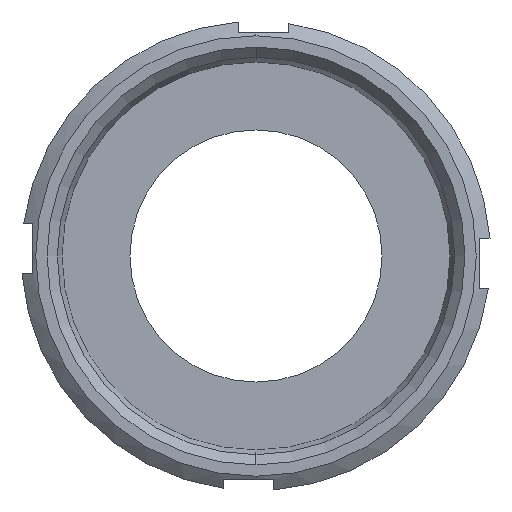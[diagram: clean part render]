
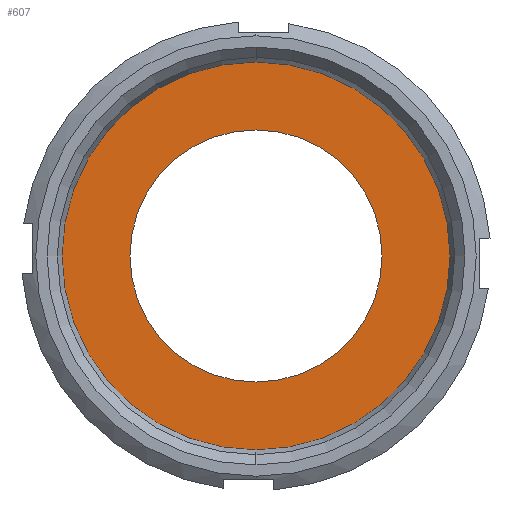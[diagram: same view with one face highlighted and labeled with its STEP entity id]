
A CAD part, left-side view. The second image highlights one B-rep face of the part: STEP entity #607.
In plain terms, the highlighted planar face has unit normal (-1, 0, 0).
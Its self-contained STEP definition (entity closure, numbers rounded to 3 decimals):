
#71 = DIRECTION ( 'NONE',  ( 1., 0., 0. ) ) ;
#75 = DIRECTION ( 'NONE',  ( -1., 0., 0. ) ) ;
#82 = AXIS2_PLACEMENT_3D ( 'NONE', #495, #771, #1008 ) ;
#104 = CARTESIAN_POINT ( 'NONE',  ( 11.371, 0., -26.928 ) ) ;
#144 = DIRECTION ( 'NONE',  ( 0., 0., 1. ) ) ;
#151 = VERTEX_POINT ( 'NONE', #710 ) ;
#173 = AXIS2_PLACEMENT_3D ( 'NONE', #689, #71, #336 ) ;
#174 = EDGE_LOOP ( 'NONE', ( #1051, #278 ) ) ;
#185 = CARTESIAN_POINT ( 'NONE',  ( 11.371, 0., 0. ) ) ;
#192 = DIRECTION ( 'NONE',  ( -1., 0., 0. ) ) ;
#216 = EDGE_CURVE ( 'NONE', #225, #283, #669, .T. ) ;
#225 = VERTEX_POINT ( 'NONE', #960 ) ;
#228 = AXIS2_PLACEMENT_3D ( 'NONE', #1069, #192, #873 ) ;
#253 = PLANE ( 'NONE',  #173 ) ;
#257 = ORIENTED_EDGE ( 'NONE', *, *, #574, .T. ) ;
#271 = DIRECTION ( 'NONE',  ( 0., 0., 1. ) ) ;
#278 = ORIENTED_EDGE ( 'NONE', *, *, #457, .F. ) ;
#283 = VERTEX_POINT ( 'NONE', #104 ) ;
#336 = DIRECTION ( 'NONE',  ( 0., 0., -1. ) ) ;
#339 = EDGE_LOOP ( 'NONE', ( #881, #257 ) ) ;
#348 = CARTESIAN_POINT ( 'NONE',  ( 11.371, 0., 0. ) ) ;
#360 = AXIS2_PLACEMENT_3D ( 'NONE', #185, #693, #271 ) ;
#382 = CARTESIAN_POINT ( 'NONE',  ( 11.371, 0., -17.5 ) ) ;
#426 = FACE_BOUND ( 'NONE', #174, .T. ) ;
#434 = AXIS2_PLACEMENT_3D ( 'NONE', #348, #75, #144 ) ;
#457 = EDGE_CURVE ( 'NONE', #930, #151, #516, .T. ) ;
#495 = CARTESIAN_POINT ( 'NONE',  ( 11.371, 0., 0. ) ) ;
#516 = CIRCLE ( 'NONE', #360, 17.5 ) ;
#574 = EDGE_CURVE ( 'NONE', #283, #225, #906, .T. ) ;
#589 = EDGE_CURVE ( 'NONE', #151, #930, #1054, .T. ) ;
#607 = ADVANCED_FACE ( 'NONE', ( #426, #764 ), #253, .F. ) ;
#669 = CIRCLE ( 'NONE', #228, 26.928 ) ;
#689 = CARTESIAN_POINT ( 'NONE',  ( 11.371, 26.928, 0. ) ) ;
#693 = DIRECTION ( 'NONE',  ( -1., 0., 0. ) ) ;
#710 = CARTESIAN_POINT ( 'NONE',  ( 11.371, 0., 17.5 ) ) ;
#764 = FACE_OUTER_BOUND ( 'NONE', #339, .T. ) ;
#771 = DIRECTION ( 'NONE',  ( -1., 0., 0. ) ) ;
#873 = DIRECTION ( 'NONE',  ( 0., 0., 1. ) ) ;
#881 = ORIENTED_EDGE ( 'NONE', *, *, #216, .T. ) ;
#906 = CIRCLE ( 'NONE', #434, 26.928 ) ;
#930 = VERTEX_POINT ( 'NONE', #382 ) ;
#960 = CARTESIAN_POINT ( 'NONE',  ( 11.371, 0., 26.928 ) ) ;
#1008 = DIRECTION ( 'NONE',  ( 0., 0., 1. ) ) ;
#1051 = ORIENTED_EDGE ( 'NONE', *, *, #589, .F. ) ;
#1054 = CIRCLE ( 'NONE', #82, 17.5 ) ;
#1069 = CARTESIAN_POINT ( 'NONE',  ( 11.371, 0., 0. ) ) ;
